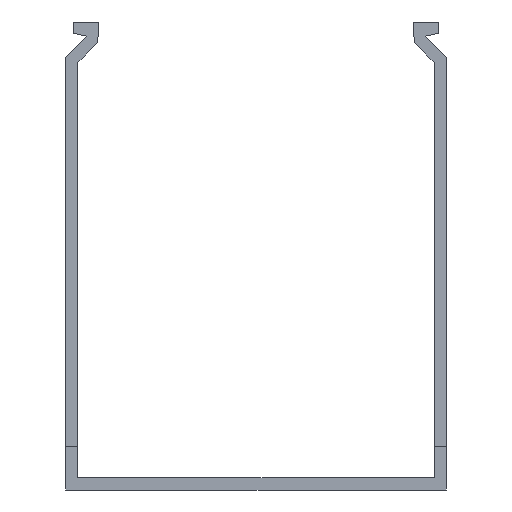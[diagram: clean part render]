
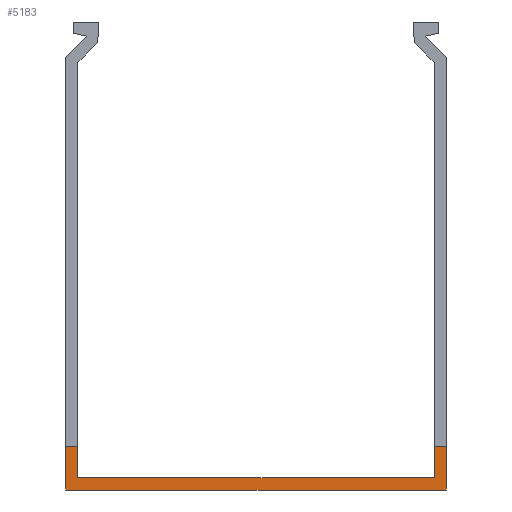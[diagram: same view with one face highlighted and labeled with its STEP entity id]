
A CAD part, front view. The second image highlights one B-rep face of the part: STEP entity #5183.
In plain terms, the highlighted planar face has unit normal (0, -1, 0).
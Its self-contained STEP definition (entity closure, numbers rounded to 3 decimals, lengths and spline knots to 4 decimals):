
#2044=FACE_OUTER_BOUND('',#11459,.T.);
#5183=ADVANCED_FACE('',(#2044),#8322,.F.);
#8322=PLANE('',#65930);
#11459=EDGE_LOOP('',(#22981,#22982,#22983,#22984,#22985,#22986,#22987,#22988));
#22981=ORIENTED_EDGE('',*,*,#44316,.T.);
#22982=ORIENTED_EDGE('',*,*,#45208,.T.);
#22983=ORIENTED_EDGE('',*,*,#43433,.F.);
#22984=ORIENTED_EDGE('',*,*,#37978,.F.);
#22985=ORIENTED_EDGE('',*,*,#45207,.T.);
#22986=ORIENTED_EDGE('',*,*,#45209,.T.);
#22987=ORIENTED_EDGE('',*,*,#44323,.F.);
#22988=ORIENTED_EDGE('',*,*,#44319,.F.);
#31914=VERTEX_POINT('',#84216);
#31915=VERTEX_POINT('',#84218);
#35934=VERTEX_POINT('',#95410);
#36524=VERTEX_POINT('',#96889);
#36525=VERTEX_POINT('',#96891);
#36526=VERTEX_POINT('',#96896);
#36528=VERTEX_POINT('',#96903);
#37118=VERTEX_POINT('',#98383);
#37978=EDGE_CURVE('',#31914,#31915,#46861,.T.);
#43433=EDGE_CURVE('',#31915,#35934,#52316,.T.);
#44316=EDGE_CURVE('',#36525,#36524,#53199,.T.);
#44319=EDGE_CURVE('',#36525,#36526,#53202,.T.);
#44323=EDGE_CURVE('',#36526,#36528,#53206,.T.);
#45207=EDGE_CURVE('',#31914,#37118,#54090,.T.);
#45208=EDGE_CURVE('',#36524,#35934,#54091,.T.);
#45209=EDGE_CURVE('',#37118,#36528,#54092,.T.);
#46861=LINE('',#84217,#55531);
#52316=LINE('',#95409,#60986);
#53199=LINE('',#96890,#61869);
#53202=LINE('',#96895,#61872);
#53206=LINE('',#96902,#61876);
#54090=LINE('',#98384,#62760);
#54091=LINE('',#98386,#62761);
#54092=LINE('',#98387,#62762);
#55531=VECTOR('',#68195,1.);
#60986=VECTOR('',#77086,1.);
#61869=VECTOR('',#77983,1.);
#61872=VECTOR('',#77988,1.);
#61876=VECTOR('',#77994,1.);
#62760=VECTOR('',#78892,1.);
#62761=VECTOR('',#78895,1.);
#62762=VECTOR('',#78896,1.);
#65930=AXIS2_PLACEMENT_3D('',#98388,#78897,#78898);
#68195=DIRECTION('',(1.,0.,0.));
#77086=DIRECTION('',(0.,0.,1.));
#77983=DIRECTION('',(0.,0.,1.));
#77988=DIRECTION('',(-1.,0.,0.));
#77994=DIRECTION('',(0.,0.,1.));
#78892=DIRECTION('',(0.,0.,1.));
#78895=DIRECTION('',(-1.,0.,0.));
#78896=DIRECTION('',(-1.,0.,0.));
#78897=DIRECTION('',(0.,1.,0.));
#78898=DIRECTION('',(0.,0.,1.));
#84216=CARTESIAN_POINT('',(-2.02,0.,0.105));
#84217=CARTESIAN_POINT('',(-2.02,0.,0.105));
#84218=CARTESIAN_POINT('',(1.02,0.,0.105));
#95409=CARTESIAN_POINT('',(1.02,0.,0.1051));
#95410=CARTESIAN_POINT('',(1.02,0.,0.3696));
#96889=CARTESIAN_POINT('',(1.125,0.,0.3696));
#96890=CARTESIAN_POINT('',(1.125,0.,0.0001));
#96891=CARTESIAN_POINT('',(1.125,0.,0.));
#96895=CARTESIAN_POINT('',(2.125,0.,0.));
#96896=CARTESIAN_POINT('',(-2.125,0.,0.));
#96902=CARTESIAN_POINT('',(-2.125,0.,0.));
#96903=CARTESIAN_POINT('',(-2.125,0.,0.3696));
#98383=CARTESIAN_POINT('',(-2.02,0.,0.3696));
#98384=CARTESIAN_POINT('',(-2.02,0.,0.105));
#98386=CARTESIAN_POINT('',(2.0609,0.,0.3696));
#98387=CARTESIAN_POINT('',(2.0609,0.,0.3699));
#98388=CARTESIAN_POINT('',(2.0609,0.,0.105));
